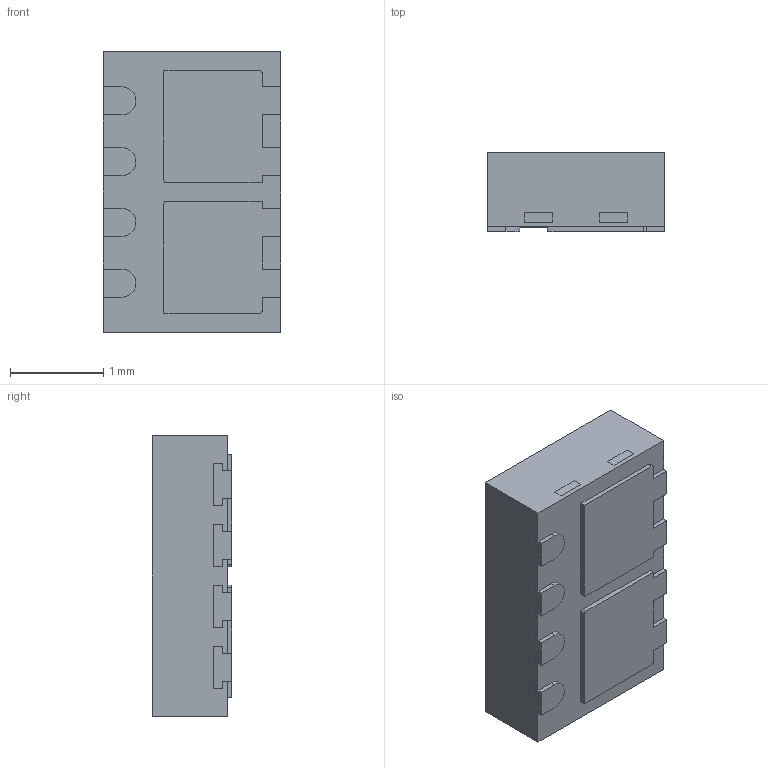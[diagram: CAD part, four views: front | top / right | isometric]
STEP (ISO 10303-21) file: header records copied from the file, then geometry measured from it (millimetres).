
FILE_DESCRIPTION (( 'STEP AP214' ), '1' );
FILE_NAME ('SI5997DU-T1-GE3.STEP', '2022-04-09T10:53:26', ( '' ), ( '' ), 'SwSTEP 2.0', 'SolidWorks 2017', '' );
FILE_SCHEMA (( 'AUTOMOTIVE_DESIGN' ));
Length unit declared in the file: millimetre
Products named in the file (1): SI5997DU-T1-GE3
Bounding box: 1.9 x 0.85 x 3 mm (x, y, z)
Volume: 4.7 mm3; surface area: 32.9 mm2
Topology: 12 solids, 12 shells, 225 faces, 588 edges, 392 vertices
Faces by surface type: plane 189, cylinder 36
Entity records: 6967 total; most frequent: CARTESIAN_POINT 1206, ORIENTED_EDGE 1176, DIRECTION 1112, EDGE_CURVE 588, VECTOR 516, LINE 516, VERTEX_POINT 392, AXIS2_PLACEMENT_3D 298
